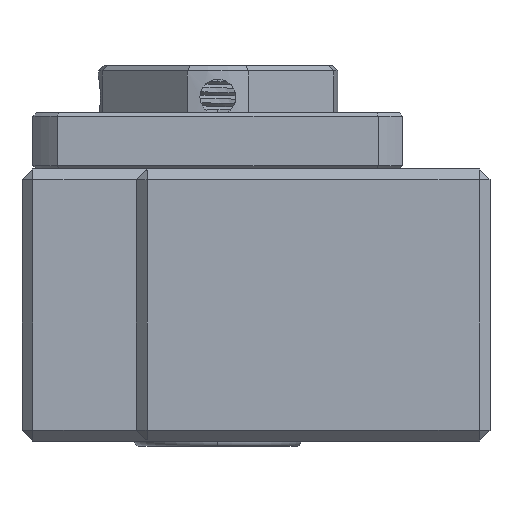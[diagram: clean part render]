
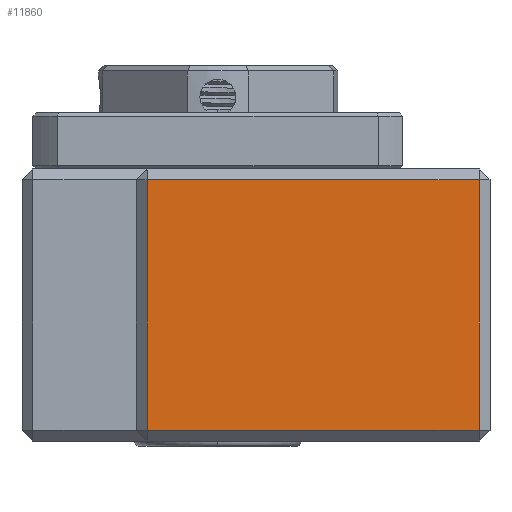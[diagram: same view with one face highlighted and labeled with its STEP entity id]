
A CAD part, left-side view. The second image highlights one B-rep face of the part: STEP entity #11860.
In plain terms, the highlighted planar face has unit normal (-1, 0, 0).
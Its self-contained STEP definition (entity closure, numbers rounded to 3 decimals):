
#711 = DIRECTION ( 'NONE',  ( 0., -1., 0. ) ) ;
#886 = LINE ( 'NONE', #28600, #16007 ) ;
#1953 = LINE ( 'NONE', #23615, #17108 ) ;
#2206 = VERTEX_POINT ( 'NONE', #23492 ) ;
#2601 = AXIS2_PLACEMENT_3D ( 'NONE', #7126, #6948, #18029 ) ;
#2857 = VERTEX_POINT ( 'NONE', #6210 ) ;
#5533 = CARTESIAN_POINT ( 'NONE',  ( -30., 32.5, -11.5 ) ) ;
#6210 = CARTESIAN_POINT ( 'NONE',  ( -30., 1., 11.5 ) ) ;
#6948 = DIRECTION ( 'NONE',  ( 1., 0., 0. ) ) ;
#7126 = CARTESIAN_POINT ( 'NONE',  ( -30., 32.5, 12.5 ) ) ;
#7783 = CARTESIAN_POINT ( 'NONE',  ( -30., 1., -11.5 ) ) ;
#7877 = EDGE_CURVE ( 'NONE', #2857, #2206, #886, .T. ) ;
#8417 = LINE ( 'NONE', #5533, #26551 ) ;
#8535 = ORIENTED_EDGE ( 'NONE', *, *, #8803, .T. ) ;
#8803 = EDGE_CURVE ( 'NONE', #16264, #2857, #1953, .T. ) ;
#9108 = VECTOR ( 'NONE', #14842, 1000. ) ;
#11860 = ADVANCED_FACE ( 'NONE', ( #23228 ), #34094, .F. ) ;
#12173 = LINE ( 'NONE', #17170, #9108 ) ;
#14842 = DIRECTION ( 'NONE',  ( 0., 0., -1. ) ) ;
#16007 = VECTOR ( 'NONE', #31260, 1000. ) ;
#16264 = VERTEX_POINT ( 'NONE', #7783 ) ;
#17088 = EDGE_CURVE ( 'NONE', #22832, #16264, #8417, .T. ) ;
#17108 = VECTOR ( 'NONE', #34480, 1000. ) ;
#17170 = CARTESIAN_POINT ( 'NONE',  ( -30., 31.5, 12.5 ) ) ;
#18029 = DIRECTION ( 'NONE',  ( 0., 1., 0. ) ) ;
#21239 = EDGE_CURVE ( 'NONE', #2206, #22832, #12173, .T. ) ;
#22774 = CARTESIAN_POINT ( 'NONE',  ( -30., 31.5, -11.5 ) ) ;
#22832 = VERTEX_POINT ( 'NONE', #22774 ) ;
#23228 = FACE_OUTER_BOUND ( 'NONE', #33138, .T. ) ;
#23492 = CARTESIAN_POINT ( 'NONE',  ( -30., 31.5, 11.5 ) ) ;
#23615 = CARTESIAN_POINT ( 'NONE',  ( -30., 1., 12.5 ) ) ;
#24018 = ORIENTED_EDGE ( 'NONE', *, *, #7877, .T. ) ;
#26551 = VECTOR ( 'NONE', #711, 1000. ) ;
#28600 = CARTESIAN_POINT ( 'NONE',  ( -30., 16.25, 11.5 ) ) ;
#31260 = DIRECTION ( 'NONE',  ( 0., 1., 0. ) ) ;
#33057 = ORIENTED_EDGE ( 'NONE', *, *, #17088, .T. ) ;
#33138 = EDGE_LOOP ( 'NONE', ( #33057, #8535, #24018, #34221 ) ) ;
#34094 = PLANE ( 'NONE',  #2601 ) ;
#34221 = ORIENTED_EDGE ( 'NONE', *, *, #21239, .T. ) ;
#34480 = DIRECTION ( 'NONE',  ( 0., 0., 1. ) ) ;
